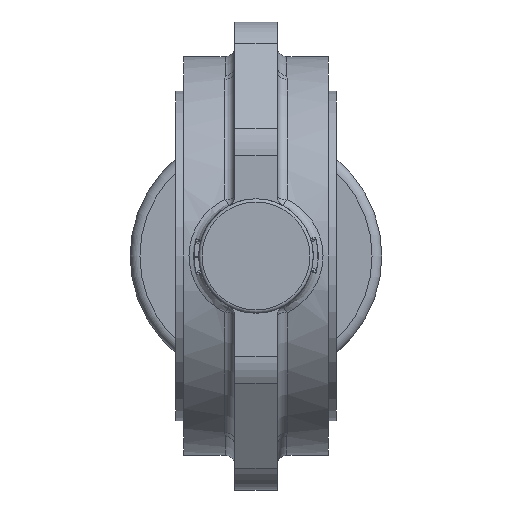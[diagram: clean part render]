
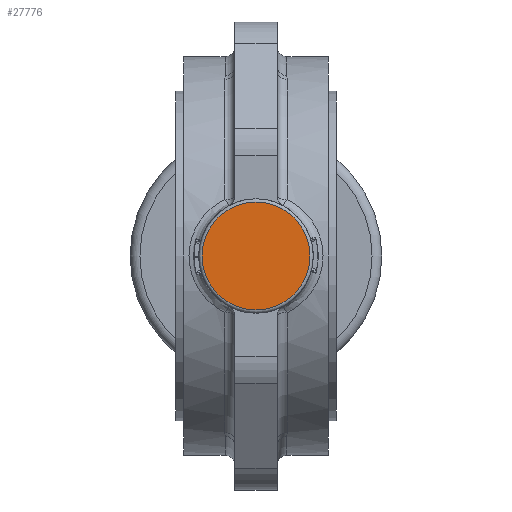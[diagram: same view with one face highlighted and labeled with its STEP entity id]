
A CAD part, front view. The second image highlights one B-rep face of the part: STEP entity #27776.
In plain terms, the highlighted planar face has unit normal (0, -1, 0).
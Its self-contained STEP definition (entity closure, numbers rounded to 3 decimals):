
#2459=FACE_OUTER_BOUND('',#3675,.T.);
#3675=EDGE_LOOP('',(#18827,#18828));
#9926=CIRCLE('',#29294,16.5);
#9927=CIRCLE('',#29295,16.5);
#10720=VERTEX_POINT('',#45429);
#10721=VERTEX_POINT('',#45430);
#14235=EDGE_CURVE('',#10720,#10721,#9926,.F.);
#14236=EDGE_CURVE('',#10721,#10720,#9927,.F.);
#18827=ORIENTED_EDGE('',*,*,#14235,.T.);
#18828=ORIENTED_EDGE('',*,*,#14236,.T.);
#27129=PLANE('',#29293);
#27776=ADVANCED_FACE('',(#2459),#27129,.F.);
#29293=AXIS2_PLACEMENT_3D('',#45428,#31008,#31009);
#29294=AXIS2_PLACEMENT_3D('',#45431,#31010,#31011);
#29295=AXIS2_PLACEMENT_3D('',#45432,#31012,#31013);
#31008=DIRECTION('center_axis',(0.,1.,0.));
#31009=DIRECTION('ref_axis',(0.,0.,1.));
#31010=DIRECTION('center_axis',(0.,1.,0.));
#31011=DIRECTION('ref_axis',(0.,0.,1.));
#31012=DIRECTION('center_axis',(0.,1.,0.));
#31013=DIRECTION('ref_axis',(0.,0.,1.));
#45428=CARTESIAN_POINT('Origin',(0.,-95.,0.));
#45429=CARTESIAN_POINT('',(0.,-95.,16.5));
#45430=CARTESIAN_POINT('',(0.,-95.,-16.5));
#45431=CARTESIAN_POINT('Origin',(0.,-95.,0.));
#45432=CARTESIAN_POINT('Origin',(0.,-95.,0.));
